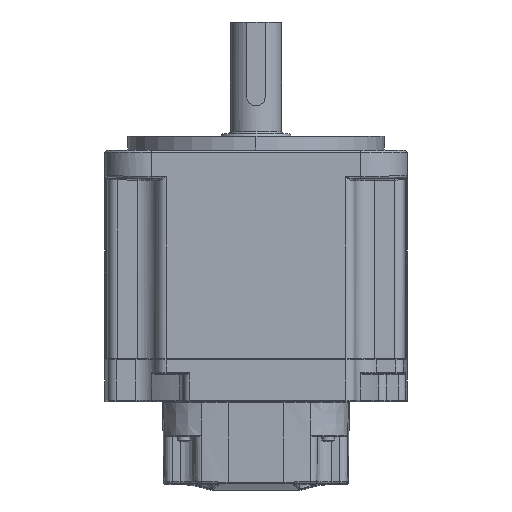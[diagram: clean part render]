
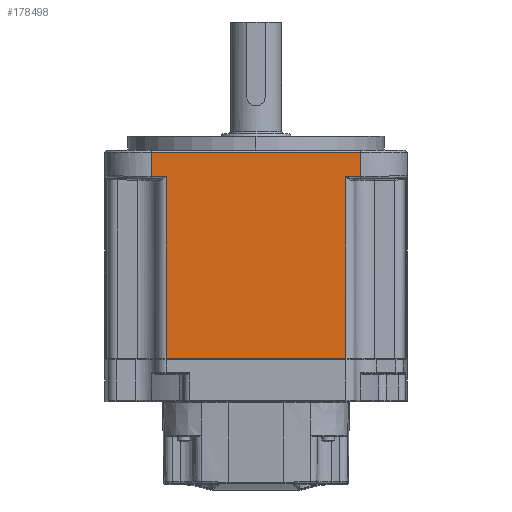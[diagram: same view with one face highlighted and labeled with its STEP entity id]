
A CAD part, left-side view. The second image highlights one B-rep face of the part: STEP entity #178498.
In plain terms, the highlighted planar face has unit normal (-1, 0, 0).
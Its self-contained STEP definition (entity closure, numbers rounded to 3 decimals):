
#1188 = VERTEX_POINT ( 'NONE', #59323 ) ;
#1615 = DIRECTION ( 'NONE',  ( 0., 0., 1. ) ) ;
#5285 = EDGE_CURVE ( 'NONE', #1188, #32717, #181188, .T. ) ;
#9697 = CARTESIAN_POINT ( 'NONE',  ( -65., -41.567, 21.976 ) ) ;
#18172 = CARTESIAN_POINT ( 'NONE',  ( -65., 45., 33.827 ) ) ;
#22036 = EDGE_CURVE ( 'NONE', #175128, #123113, #29498, .T. ) ;
#27878 = VERTEX_POINT ( 'NONE', #116371 ) ;
#27904 = ORIENTED_EDGE ( 'NONE', *, *, #192312, .T. ) ;
#28011 = VECTOR ( 'NONE', #83220, 1000. ) ;
#29498 = LINE ( 'NONE', #99078, #187476 ) ;
#32717 = VERTEX_POINT ( 'NONE', #118885 ) ;
#33512 = VECTOR ( 'NONE', #195617, 1000. ) ;
#34048 = ORIENTED_EDGE ( 'NONE', *, *, #45057, .F. ) ;
#35485 = VERTEX_POINT ( 'NONE', #101847 ) ;
#42199 = LINE ( 'NONE', #63025, #137994 ) ;
#43103 = LINE ( 'NONE', #43709, #33512 ) ;
#43709 = CARTESIAN_POINT ( 'NONE',  ( -65., -48.406, 23.546 ) ) ;
#45057 = EDGE_CURVE ( 'NONE', #193664, #67468, #100903, .T. ) ;
#55643 = EDGE_CURVE ( 'NONE', #193664, #1188, #146544, .T. ) ;
#59323 = CARTESIAN_POINT ( 'NONE',  ( -65., 45., 33.827 ) ) ;
#63025 = CARTESIAN_POINT ( 'NONE',  ( -65., -38.5, 22.827 ) ) ;
#63138 = EDGE_CURVE ( 'NONE', #32717, #35485, #198398, .T. ) ;
#64945 = VECTOR ( 'NONE', #188029, 1000. ) ;
#67053 = ORIENTED_EDGE ( 'NONE', *, *, #142091, .T. ) ;
#67468 = VERTEX_POINT ( 'NONE', #170718 ) ;
#70124 = FACE_OUTER_BOUND ( 'NONE', #126501, .T. ) ;
#74167 = DIRECTION ( 'NONE',  ( 0., 0., -1. ) ) ;
#80436 = DIRECTION ( 'NONE',  ( 0., -1., 0. ) ) ;
#82090 = CARTESIAN_POINT ( 'NONE',  ( -65., 38.5, -54.673 ) ) ;
#83220 = DIRECTION ( 'NONE',  ( 0., 0., -1. ) ) ;
#99078 = CARTESIAN_POINT ( 'NONE',  ( -65., -45., -54.673 ) ) ;
#100903 = LINE ( 'NONE', #103363, #110473 ) ;
#101847 = CARTESIAN_POINT ( 'NONE',  ( -65., 38.5, 23.373 ) ) ;
#103363 = CARTESIAN_POINT ( 'NONE',  ( -65., -45., 218.675 ) ) ;
#110473 = VECTOR ( 'NONE', #195086, 1000. ) ;
#111314 = DIRECTION ( 'NONE',  ( -1., 0., 0. ) ) ;
#113170 = DIRECTION ( 'NONE',  ( 0., -1., 0. ) ) ;
#114327 = LINE ( 'NONE', #134583, #171747 ) ;
#116371 = CARTESIAN_POINT ( 'NONE',  ( -65., -38.5, 23.373 ) ) ;
#116707 = CARTESIAN_POINT ( 'NONE',  ( -65., 45., 218.675 ) ) ;
#118885 = CARTESIAN_POINT ( 'NONE',  ( -65., 45., 23.487 ) ) ;
#123113 = VERTEX_POINT ( 'NONE', #178693 ) ;
#126501 = EDGE_LOOP ( 'NONE', ( #27904, #197131, #67053, #179668, #34048, #145753, #163497, #143033 ) ) ;
#127329 = CARTESIAN_POINT ( 'NONE',  ( -65., -45., 218.675 ) ) ;
#128928 = VECTOR ( 'NONE', #148874, 1000. ) ;
#134583 = CARTESIAN_POINT ( 'NONE',  ( -65., 38.5, 218.675 ) ) ;
#137994 = VECTOR ( 'NONE', #1615, 1000. ) ;
#142091 = EDGE_CURVE ( 'NONE', #123113, #27878, #42199, .T. ) ;
#143033 = ORIENTED_EDGE ( 'NONE', *, *, #63138, .T. ) ;
#144826 = EDGE_CURVE ( 'NONE', #27878, #67468, #43103, .T. ) ;
#145753 = ORIENTED_EDGE ( 'NONE', *, *, #55643, .T. ) ;
#146544 = LINE ( 'NONE', #18172, #64945 ) ;
#148874 = DIRECTION ( 'NONE',  ( 0., -1., -0.017 ) ) ;
#163497 = ORIENTED_EDGE ( 'NONE', *, *, #5285, .T. ) ;
#170718 = CARTESIAN_POINT ( 'NONE',  ( -65., -45., 23.487 ) ) ;
#171747 = VECTOR ( 'NONE', #74167, 1000. ) ;
#174523 = AXIS2_PLACEMENT_3D ( 'NONE', #127329, #111314, #80436 ) ;
#175128 = VERTEX_POINT ( 'NONE', #82090 ) ;
#178498 = ADVANCED_FACE ( 'NONE', ( #70124 ), #185644, .T. ) ;
#178693 = CARTESIAN_POINT ( 'NONE',  ( -65., -38.5, -54.673 ) ) ;
#179668 = ORIENTED_EDGE ( 'NONE', *, *, #144826, .T. ) ;
#181188 = LINE ( 'NONE', #116707, #28011 ) ;
#185644 = PLANE ( 'NONE',  #174523 ) ;
#186458 = CARTESIAN_POINT ( 'NONE',  ( -65., -45., 33.827 ) ) ;
#187476 = VECTOR ( 'NONE', #113170, 1000. ) ;
#188029 = DIRECTION ( 'NONE',  ( 0., 1., 0. ) ) ;
#192312 = EDGE_CURVE ( 'NONE', #35485, #175128, #114327, .T. ) ;
#193664 = VERTEX_POINT ( 'NONE', #186458 ) ;
#195086 = DIRECTION ( 'NONE',  ( 0., 0., -1. ) ) ;
#195617 = DIRECTION ( 'NONE',  ( 0., -1., 0.017 ) ) ;
#197131 = ORIENTED_EDGE ( 'NONE', *, *, #22036, .T. ) ;
#198398 = LINE ( 'NONE', #9697, #128928 ) ;
